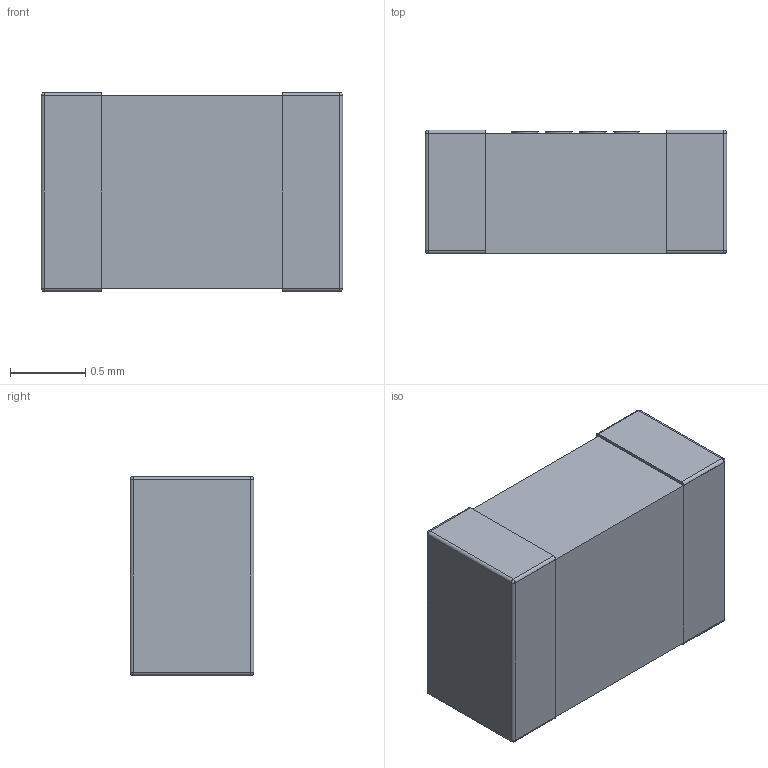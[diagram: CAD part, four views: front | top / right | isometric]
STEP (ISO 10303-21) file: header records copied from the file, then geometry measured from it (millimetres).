
FILE_DESCRIPTION (( 'STEP AP214' ), '1' );
FILE_NAME ('µç×è3216_0805.STEP', '2014-01-14T09:03:19', ( 'BT_YANFB_XUJUNRAN' ), ( '' ), 'SwSTEP 2.0', 'SolidWorks 2010', '' );
FILE_SCHEMA (( 'AUTOMOTIVE_DESIGN' ));
Length unit declared in the file: millimetre
Products named in the file (3): 錨璃1; 萇郯3216_0805; 錨璃2
Assembly tree (3 placements, depth 2):
  萇郯3216_0805
    錨璃1
    錨璃2  x2
Bounding box: 2 x 0.82 x 1.32 mm (x, y, z)
Volume: 2.1 mm3; surface area: 21 mm2
Topology: 3 solids, 3 shells, 109 faces, 263 edges, 162 vertices
Faces by surface type: bspline 43, plane 42, cylinder 16, sphere 8
Entity records: 7330 total; most frequent: CARTESIAN_POINT 4714, ORIENTED_EDGE 414, DIRECTION 235, EDGE_CURVE 207, VERTEX_POINT 134, VECTOR 105, LINE 105, EDGE_LOOP 95
